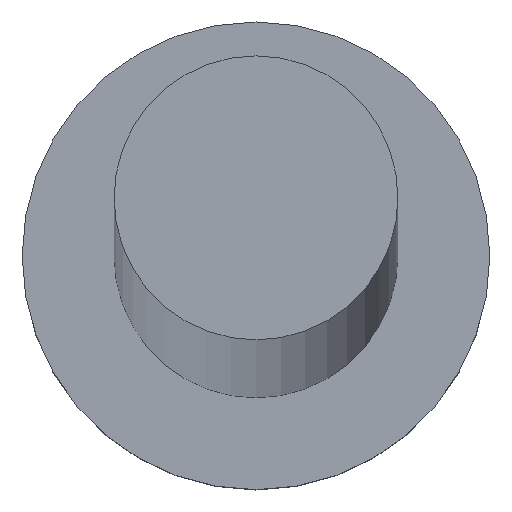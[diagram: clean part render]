
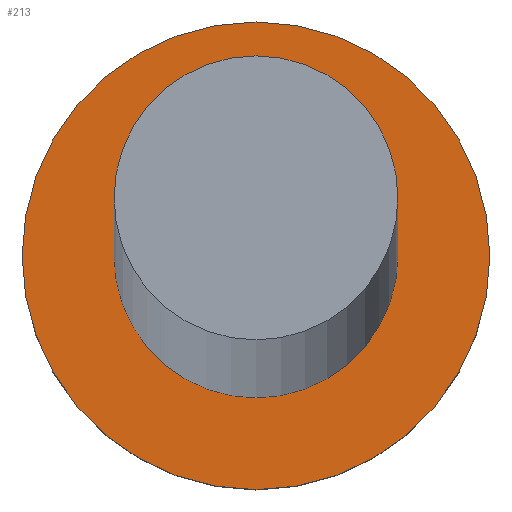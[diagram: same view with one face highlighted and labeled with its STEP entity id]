
A CAD part, top view. The second image highlights one B-rep face of the part: STEP entity #213.
In plain terms, the highlighted planar face has unit normal (0, 0, 1).
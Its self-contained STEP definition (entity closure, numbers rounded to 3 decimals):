
#10 = EDGE_CURVE ( 'NONE', #112, #215, #202, .T. ) ;
#19 = ORIENTED_EDGE ( 'NONE', *, *, #116, .F. ) ;
#30 = DIRECTION ( 'NONE',  ( 1., 0., 0. ) ) ;
#34 = AXIS2_PLACEMENT_3D ( 'NONE', #245, #73, #93 ) ;
#37 = ORIENTED_EDGE ( 'NONE', *, *, #10, .T. ) ;
#39 = VERTEX_POINT ( 'NONE', #236 ) ;
#43 = DIRECTION ( 'NONE',  ( 0., 0., 1. ) ) ;
#46 = ORIENTED_EDGE ( 'NONE', *, *, #165, .T. ) ;
#54 = DIRECTION ( 'NONE',  ( 0., 0., 1. ) ) ;
#58 = CIRCLE ( 'NONE', #161, 4.25 ) ;
#73 = DIRECTION ( 'NONE',  ( 0., 0., 1. ) ) ;
#85 = EDGE_CURVE ( 'NONE', #174, #39, #58, .T. ) ;
#88 = AXIS2_PLACEMENT_3D ( 'NONE', #136, #43, #117 ) ;
#93 = DIRECTION ( 'NONE',  ( 1., 0., 0. ) ) ;
#95 = FACE_BOUND ( 'NONE', #122, .T. ) ;
#104 = DIRECTION ( 'NONE',  ( 1., 0., 0. ) ) ;
#112 = VERTEX_POINT ( 'NONE', #199 ) ;
#116 = EDGE_CURVE ( 'NONE', #39, #174, #222, .T. ) ;
#117 = DIRECTION ( 'NONE',  ( 1., 0., 0. ) ) ;
#122 = EDGE_LOOP ( 'NONE', ( #242, #19 ) ) ;
#129 = CARTESIAN_POINT ( 'NONE',  ( 0., 0., 5. ) ) ;
#136 = CARTESIAN_POINT ( 'NONE',  ( 0., 0., 5. ) ) ;
#147 = DIRECTION ( 'NONE',  ( 1., 0., 0. ) ) ;
#160 = CARTESIAN_POINT ( 'NONE',  ( 0., 0., 5. ) ) ;
#161 = AXIS2_PLACEMENT_3D ( 'NONE', #129, #54, #30 ) ;
#165 = EDGE_CURVE ( 'NONE', #215, #112, #217, .T. ) ;
#174 = VERTEX_POINT ( 'NONE', #183 ) ;
#181 = DIRECTION ( 'NONE',  ( 0., 0., 1. ) ) ;
#183 = CARTESIAN_POINT ( 'NONE',  ( -4.25, 0., 5. ) ) ;
#191 = PLANE ( 'NONE',  #34 ) ;
#195 = AXIS2_PLACEMENT_3D ( 'NONE', #160, #197, #104 ) ;
#197 = DIRECTION ( 'NONE',  ( 0., 0., 1. ) ) ;
#199 = CARTESIAN_POINT ( 'NONE',  ( -7., 0., 5. ) ) ;
#202 = CIRCLE ( 'NONE', #88, 7. ) ;
#213 = ADVANCED_FACE ( 'NONE', ( #95, #250 ), #191, .T. ) ;
#215 = VERTEX_POINT ( 'NONE', #228 ) ;
#217 = CIRCLE ( 'NONE', #225, 7. ) ;
#222 = CIRCLE ( 'NONE', #195, 4.25 ) ;
#225 = AXIS2_PLACEMENT_3D ( 'NONE', #235, #181, #147 ) ;
#228 = CARTESIAN_POINT ( 'NONE',  ( 7., 0., 5. ) ) ;
#235 = CARTESIAN_POINT ( 'NONE',  ( 0., 0., 5. ) ) ;
#236 = CARTESIAN_POINT ( 'NONE',  ( 4.25, 0., 5. ) ) ;
#242 = ORIENTED_EDGE ( 'NONE', *, *, #85, .F. ) ;
#245 = CARTESIAN_POINT ( 'NONE',  ( 0., 0., 5. ) ) ;
#246 = EDGE_LOOP ( 'NONE', ( #37, #46 ) ) ;
#250 = FACE_OUTER_BOUND ( 'NONE', #246, .T. ) ;
